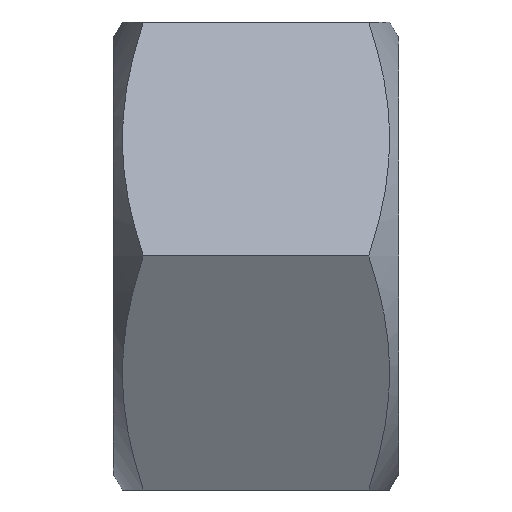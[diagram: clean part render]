
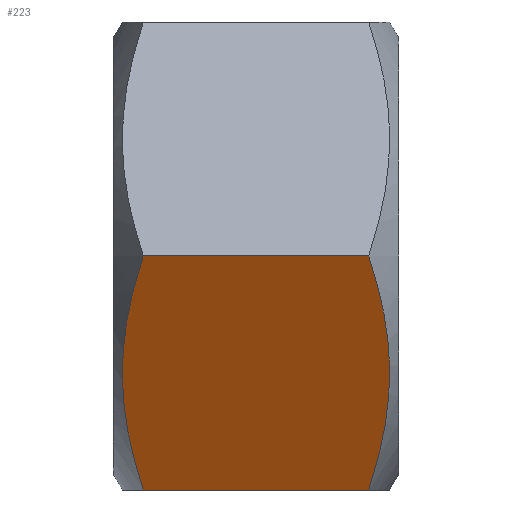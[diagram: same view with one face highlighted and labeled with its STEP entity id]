
A CAD part, front view. The second image highlights one B-rep face of the part: STEP entity #223.
In plain terms, the highlighted planar face has unit normal (0, -0.866, -0.5).
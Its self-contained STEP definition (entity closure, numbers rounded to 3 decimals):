
#23=(
BOUNDED_CURVE()
B_SPLINE_CURVE(2,(#385,#386,#387),.UNSPECIFIED.,.F.,.F.)
B_SPLINE_CURVE_WITH_KNOTS((3,3),(0.,1.227),.UNSPECIFIED.)
CURVE()
GEOMETRIC_REPRESENTATION_ITEM()
RATIONAL_B_SPLINE_CURVE((1.,1.155,1.))
REPRESENTATION_ITEM('')
);
#25=(
BOUNDED_CURVE()
B_SPLINE_CURVE(2,(#396,#397,#398),.UNSPECIFIED.,.F.,.F.)
B_SPLINE_CURVE_WITH_KNOTS((3,3),(0.,1.227),.UNSPECIFIED.)
CURVE()
GEOMETRIC_REPRESENTATION_ITEM()
RATIONAL_B_SPLINE_CURVE((1.,1.155,1.))
REPRESENTATION_ITEM('')
);
#39=PLANE('',#282);
#53=FACE_OUTER_BOUND('',#68,.T.);
#68=EDGE_LOOP('',(#200,#201,#202,#203));
#77=LINE('',#422,#88);
#80=LINE('',#428,#91);
#88=VECTOR('',#328,10.);
#91=VECTOR('',#337,10.);
#110=VERTEX_POINT('',#380);
#111=VERTEX_POINT('',#384);
#112=VERTEX_POINT('',#393);
#113=VERTEX_POINT('',#395);
#132=EDGE_CURVE('',#111,#110,#23,.T.);
#136=EDGE_CURVE('',#113,#112,#25,.T.);
#144=EDGE_CURVE('',#110,#113,#77,.T.);
#147=EDGE_CURVE('',#111,#112,#80,.T.);
#200=ORIENTED_EDGE('',*,*,#132,.T.);
#201=ORIENTED_EDGE('',*,*,#144,.T.);
#202=ORIENTED_EDGE('',*,*,#136,.T.);
#203=ORIENTED_EDGE('',*,*,#147,.F.);
#223=ADVANCED_FACE('',(#53),#39,.T.);
#282=AXIS2_PLACEMENT_3D('',#427,#335,#336);
#328=DIRECTION('',(1.,0.,0.));
#335=DIRECTION('center_axis',(0.,-0.866,-0.5));
#336=DIRECTION('ref_axis',(-1.,0.,0.));
#337=DIRECTION('',(1.,0.,0.));
#380=CARTESIAN_POINT('',(1.342,-6.062,-10.5));
#384=CARTESIAN_POINT('',(1.342,-12.124,0.));
#385=CARTESIAN_POINT('Ctrl Pts',(1.342,-12.124,0.));
#386=CARTESIAN_POINT('Ctrl Pts',(-0.408,-9.093,-5.25));
#387=CARTESIAN_POINT('Ctrl Pts',(1.342,-6.062,-10.5));
#393=CARTESIAN_POINT('',(11.458,-12.124,0.));
#395=CARTESIAN_POINT('',(11.458,-6.062,-10.5));
#396=CARTESIAN_POINT('Ctrl Pts',(11.458,-6.062,-10.5));
#397=CARTESIAN_POINT('Ctrl Pts',(13.208,-9.093,-5.25));
#398=CARTESIAN_POINT('Ctrl Pts',(11.458,-12.124,0.));
#422=CARTESIAN_POINT('',(0.,-6.062,-10.5));
#427=CARTESIAN_POINT('Origin',(0.,-6.062,-10.5));
#428=CARTESIAN_POINT('',(0.,-12.124,0.));
